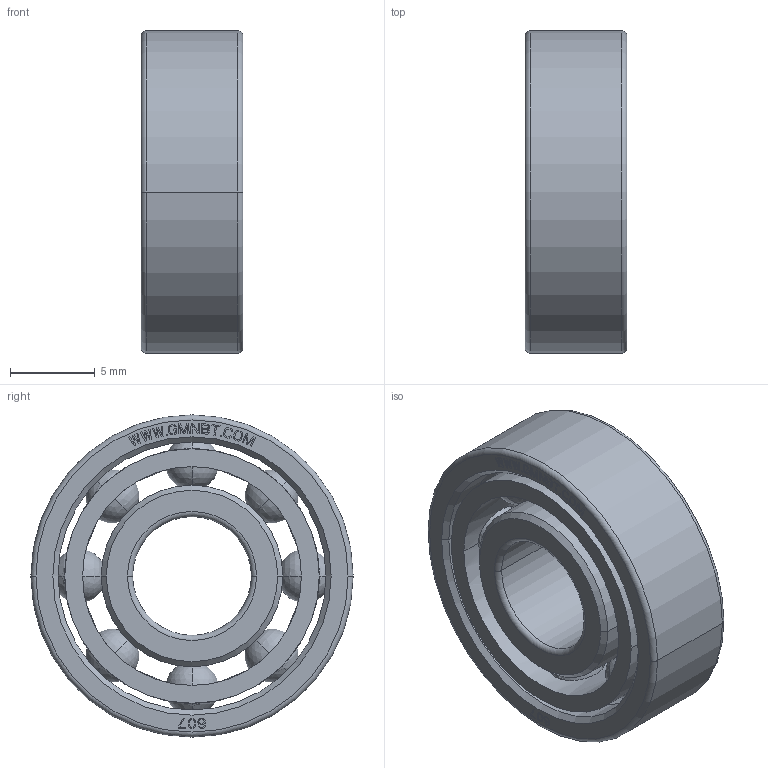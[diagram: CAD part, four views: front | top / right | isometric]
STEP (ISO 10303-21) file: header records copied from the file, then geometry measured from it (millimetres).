
FILE_DESCRIPTION((''),'2;1');
FILE_NAME('607_PRT','2014-11-17T',('sales 4'),(''),'PRO/ENGINEER BY PARAMETRIC TECHNOLOGY CORPORATION, 2013150','PRO/ENGINEER BY PARAMETRIC TECHNOLOGY CORPORATION, 2013150','');
FILE_SCHEMA(('AUTOMOTIVE_DESIGN { 1 0 10303 214 1 1 1 1 }'));
Length unit declared in the file: millimetre
Products named in the file (1): 607_PRT
Bounding box: 6.01 x 19 x 19 mm (x, y, z)
Volume: 1113.2 mm3; surface area: 2029 mm2
Topology: 11 solids, 11 shells, 464 faces, 1291 edges, 834 vertices
Faces by surface type: plane 396, cylinder 32, sphere 16, torus 12, cone 8
Entity records: 19769 total; most frequent: CARTESIAN_POINT 3857, ORIENTED_EDGE 2518, DIRECTION 2231, PRESENTATION_STYLE_ASSIGNMENT 1292, STYLED_ITEM 1270, CURVE_STYLE 1259, EDGE_CURVE 1259, VECTOR 1151
